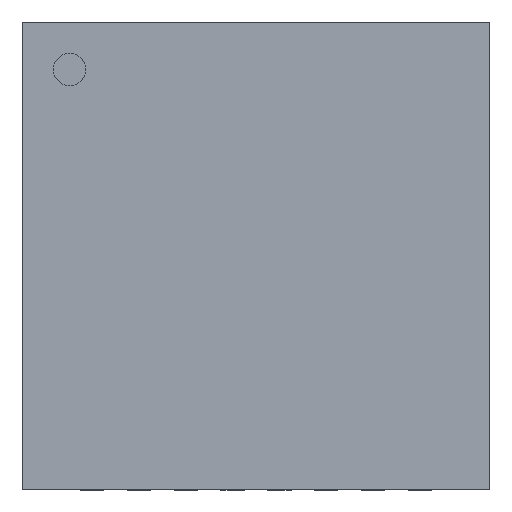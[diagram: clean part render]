
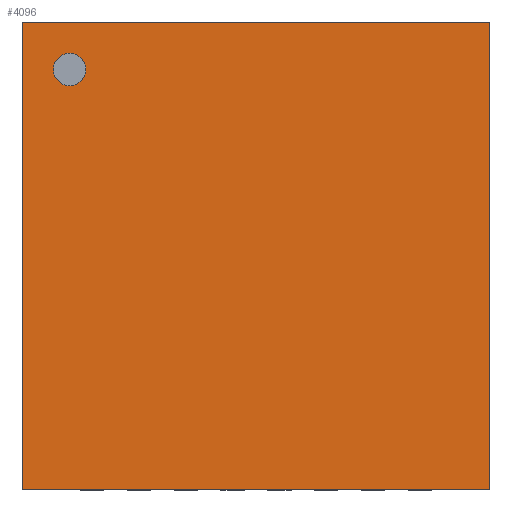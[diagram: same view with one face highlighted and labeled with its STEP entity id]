
A CAD part, top view. The second image highlights one B-rep face of the part: STEP entity #4096.
In plain terms, the highlighted planar face has unit normal (0, 0, 1).
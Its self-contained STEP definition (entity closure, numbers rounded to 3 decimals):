
#46 = CARTESIAN_POINT ( 'NONE',  ( 5., 0., 0.9 ) ) ;
#288 = DIRECTION ( 'NONE',  ( 1., 0., 0. ) ) ;
#805 = CARTESIAN_POINT ( 'NONE',  ( 0., 0., 0.9 ) ) ;
#1062 = ORIENTED_EDGE ( 'NONE', *, *, #1494, .F. ) ;
#1145 = VERTEX_POINT ( 'NONE', #5276 ) ;
#1247 = VECTOR ( 'NONE', #2416, 1000. ) ;
#1382 = DIRECTION ( 'NONE',  ( -1., 0., 0. ) ) ;
#1447 = ORIENTED_EDGE ( 'NONE', *, *, #5255, .T. ) ;
#1474 = DIRECTION ( 'NONE',  ( 0., -1., 0. ) ) ;
#1494 = EDGE_CURVE ( 'NONE', #1595, #5884, #2689, .T. ) ;
#1595 = VERTEX_POINT ( 'NONE', #4747 ) ;
#1730 = EDGE_CURVE ( 'NONE', #6751, #1145, #3142, .T. ) ;
#1787 = CARTESIAN_POINT ( 'NONE',  ( 0.508, 4.492, 0.9 ) ) ;
#2033 = LINE ( 'NONE', #3646, #4880 ) ;
#2354 = DIRECTION ( 'NONE',  ( 1., 0., 0. ) ) ;
#2416 = DIRECTION ( 'NONE',  ( -1., 0., 0. ) ) ;
#2470 = FACE_BOUND ( 'NONE', #4792, .T. ) ;
#2511 = CARTESIAN_POINT ( 'NONE',  ( 5., 5., 0.9 ) ) ;
#2689 = CIRCLE ( 'NONE', #6314, 0.174 ) ;
#2706 = CARTESIAN_POINT ( 'NONE',  ( 0.508, 4.492, 0.9 ) ) ;
#2899 = CARTESIAN_POINT ( 'NONE',  ( 0., 5., 0.9 ) ) ;
#3142 = LINE ( 'NONE', #7148, #5826 ) ;
#3252 = DIRECTION ( 'NONE',  ( 1., 0., 0. ) ) ;
#3646 = CARTESIAN_POINT ( 'NONE',  ( 5., 0., 0.9 ) ) ;
#3671 = AXIS2_PLACEMENT_3D ( 'NONE', #2706, #6708, #3252 ) ;
#3818 = DIRECTION ( 'NONE',  ( 0., 1., 0. ) ) ;
#4096 = ADVANCED_FACE ( 'NONE', ( #2470, #4150 ), #5901, .F. ) ;
#4150 = FACE_OUTER_BOUND ( 'NONE', #6494, .T. ) ;
#4192 = EDGE_CURVE ( 'NONE', #5975, #7018, #2033, .T. ) ;
#4269 = CARTESIAN_POINT ( 'NONE',  ( 0., 0., 0.9 ) ) ;
#4426 = VECTOR ( 'NONE', #288, 1000. ) ;
#4747 = CARTESIAN_POINT ( 'NONE',  ( 0.682, 4.492, 0.9 ) ) ;
#4757 = DIRECTION ( 'NONE',  ( 0., 0., -1. ) ) ;
#4792 = EDGE_LOOP ( 'NONE', ( #1062, #5953 ) ) ;
#4796 = ORIENTED_EDGE ( 'NONE', *, *, #4192, .T. ) ;
#4880 = VECTOR ( 'NONE', #3818, 1000. ) ;
#4970 = LINE ( 'NONE', #4269, #4426 ) ;
#5222 = ORIENTED_EDGE ( 'NONE', *, *, #1730, .T. ) ;
#5255 = EDGE_CURVE ( 'NONE', #1145, #5975, #4970, .T. ) ;
#5260 = CARTESIAN_POINT ( 'NONE',  ( 0., 5., 0.9 ) ) ;
#5276 = CARTESIAN_POINT ( 'NONE',  ( 0., 0., 0.9 ) ) ;
#5354 = EDGE_CURVE ( 'NONE', #5884, #1595, #6286, .T. ) ;
#5574 = EDGE_CURVE ( 'NONE', #7018, #6751, #5791, .T. ) ;
#5787 = DIRECTION ( 'NONE',  ( 0., 0., 1. ) ) ;
#5791 = LINE ( 'NONE', #5260, #1247 ) ;
#5826 = VECTOR ( 'NONE', #1474, 1000. ) ;
#5884 = VERTEX_POINT ( 'NONE', #7338 ) ;
#5901 = PLANE ( 'NONE',  #6946 ) ;
#5953 = ORIENTED_EDGE ( 'NONE', *, *, #5354, .F. ) ;
#5975 = VERTEX_POINT ( 'NONE', #46 ) ;
#6286 = CIRCLE ( 'NONE', #3671, 0.174 ) ;
#6314 = AXIS2_PLACEMENT_3D ( 'NONE', #1787, #5787, #2354 ) ;
#6494 = EDGE_LOOP ( 'NONE', ( #5222, #1447, #4796, #7294 ) ) ;
#6708 = DIRECTION ( 'NONE',  ( 0., 0., 1. ) ) ;
#6751 = VERTEX_POINT ( 'NONE', #2899 ) ;
#6946 = AXIS2_PLACEMENT_3D ( 'NONE', #805, #4757, #1382 ) ;
#7018 = VERTEX_POINT ( 'NONE', #2511 ) ;
#7148 = CARTESIAN_POINT ( 'NONE',  ( 0., 0., 0.9 ) ) ;
#7294 = ORIENTED_EDGE ( 'NONE', *, *, #5574, .T. ) ;
#7338 = CARTESIAN_POINT ( 'NONE',  ( 0.334, 4.492, 0.9 ) ) ;
